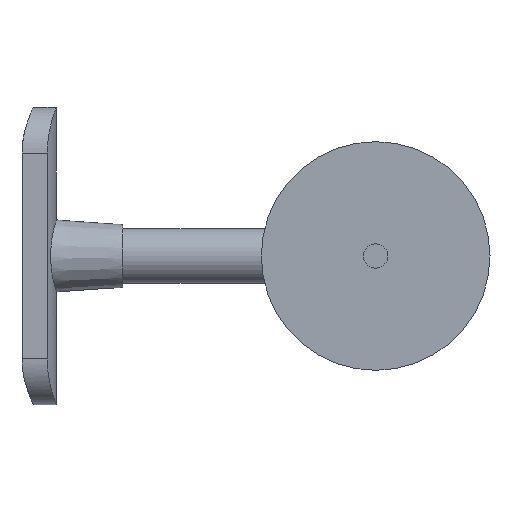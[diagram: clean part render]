
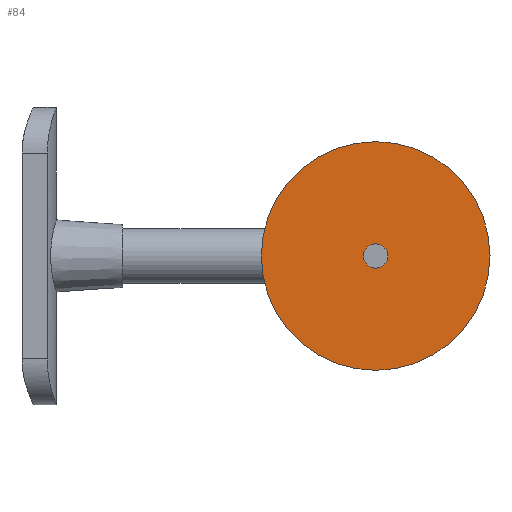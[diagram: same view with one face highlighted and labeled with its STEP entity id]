
A CAD part, left-side view. The second image highlights one B-rep face of the part: STEP entity #84.
In plain terms, the highlighted planar face has unit normal (-1, 0, 0).
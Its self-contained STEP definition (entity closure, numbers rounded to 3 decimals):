
#74=PLANE('',#301);
#84=ADVANCED_FACE('',(#116,#117),#74,.T.);
#116=FACE_BOUND('',#147,.T.);
#117=FACE_BOUND('',#148,.T.);
#147=EDGE_LOOP('',(#183));
#148=EDGE_LOOP('',(#184));
#183=ORIENTED_EDGE('',*,*,#258,.F.);
#184=ORIENTED_EDGE('',*,*,#259,.F.);
#235=VERTEX_POINT('',#402);
#236=VERTEX_POINT('',#404);
#258=EDGE_CURVE('',#235,#235,#285,.T.);
#259=EDGE_CURVE('',#236,#236,#286,.T.);
#285=CIRCLE('',#299,2.65);
#286=CIRCLE('',#300,25.);
#299=AXIS2_PLACEMENT_3D('',#401,#337,#338);
#300=AXIS2_PLACEMENT_3D('',#403,#339,#340);
#301=AXIS2_PLACEMENT_3D('',#405,#341,#342);
#337=DIRECTION('',(-1.,0.,0.));
#338=DIRECTION('',(0.,0.,1.));
#339=DIRECTION('',(1.,0.,0.));
#340=DIRECTION('',(0.,0.,1.));
#341=DIRECTION('',(-1.,0.,0.));
#342=DIRECTION('',(0.,0.,1.));
#401=CARTESIAN_POINT('',(-10.,0.,0.));
#402=CARTESIAN_POINT('',(-10.,0.,2.65));
#403=CARTESIAN_POINT('',(-10.,0.,0.));
#404=CARTESIAN_POINT('',(-10.,0.,25.));
#405=CARTESIAN_POINT('',(-10.,0.,0.));
